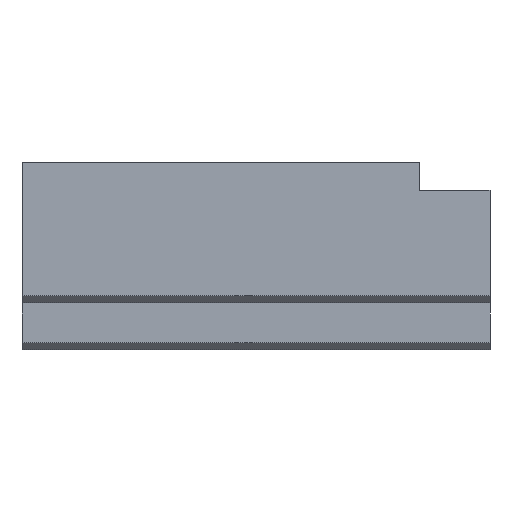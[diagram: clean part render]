
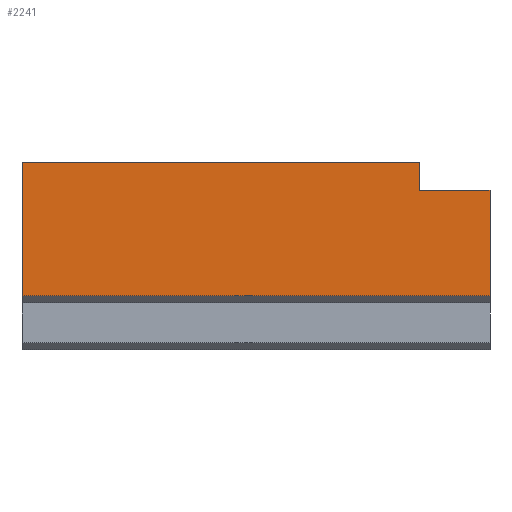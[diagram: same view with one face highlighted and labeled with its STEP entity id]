
A CAD part, front view. The second image highlights one B-rep face of the part: STEP entity #2241.
In plain terms, the highlighted planar face has unit normal (0, -1, 0).
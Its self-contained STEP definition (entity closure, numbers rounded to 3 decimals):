
#323=FACE_OUTER_BOUND('',#452,.T.);
#452=EDGE_LOOP('',(#2060,#2061,#2062,#2063,#2064,#2065));
#454=LINE('',#2681,#661);
#468=LINE('',#2713,#675);
#482=LINE('',#2741,#689);
#490=LINE('',#2757,#697);
#658=LINE('',#4287,#865);
#659=LINE('',#4289,#866);
#661=VECTOR('',#2331,10.);
#675=VECTOR('',#2355,10.);
#689=VECTOR('',#2379,10.);
#697=VECTOR('',#2395,10.);
#865=VECTOR('',#2669,10.);
#866=VECTOR('',#2672,10.);
#867=VERTEX_POINT('',#2677);
#869=VERTEX_POINT('',#2680);
#882=VERTEX_POINT('',#2712);
#891=VERTEX_POINT('',#2740);
#895=VERTEX_POINT('',#2756);
#1084=VERTEX_POINT('',#4285);
#1086=EDGE_CURVE('',#867,#869,#454,.T.);
#1102=EDGE_CURVE('',#882,#869,#468,.T.);
#1116=EDGE_CURVE('',#882,#891,#482,.T.);
#1124=EDGE_CURVE('',#891,#895,#490,.T.);
#1410=EDGE_CURVE('',#867,#1084,#658,.T.);
#1411=EDGE_CURVE('',#895,#1084,#659,.T.);
#2060=ORIENTED_EDGE('',*,*,#1116,.F.);
#2061=ORIENTED_EDGE('',*,*,#1102,.T.);
#2062=ORIENTED_EDGE('',*,*,#1086,.F.);
#2063=ORIENTED_EDGE('',*,*,#1410,.T.);
#2064=ORIENTED_EDGE('',*,*,#1411,.F.);
#2065=ORIENTED_EDGE('',*,*,#1124,.F.);
#2123=PLANE('',#2325);
#2241=ADVANCED_FACE('',(#323),#2123,.T.);
#2325=AXIS2_PLACEMENT_3D('',#4290,#2673,#2674);
#2331=DIRECTION('',(1.,0.,0.));
#2355=DIRECTION('',(0.,0.,1.));
#2379=DIRECTION('',(-1.,0.,0.));
#2395=DIRECTION('',(0.,0.,1.));
#2669=DIRECTION('',(0.,0.,1.));
#2672=DIRECTION('',(1.,0.,0.));
#2673=DIRECTION('center_axis',(0.,-1.,0.));
#2674=DIRECTION('ref_axis',(1.,0.,0.));
#2677=CARTESIAN_POINT('',(17.,0.,6.8));
#2680=CARTESIAN_POINT('',(20.,0.,6.8));
#2681=CARTESIAN_POINT('',(0.,0.,6.8));
#2712=CARTESIAN_POINT('',(20.,0.,2.3));
#2713=CARTESIAN_POINT('',(20.,0.,0.));
#2740=CARTESIAN_POINT('',(0.,0.,2.3));
#2741=CARTESIAN_POINT('',(5.,0.,2.3));
#2756=CARTESIAN_POINT('',(0.,0.,8.));
#2757=CARTESIAN_POINT('',(0.,0.,0.));
#4285=CARTESIAN_POINT('',(17.,0.,8.));
#4287=CARTESIAN_POINT('',(17.,0.,6.4));
#4289=CARTESIAN_POINT('',(17.,0.,8.));
#4290=CARTESIAN_POINT('Origin',(0.,0.,0.));
